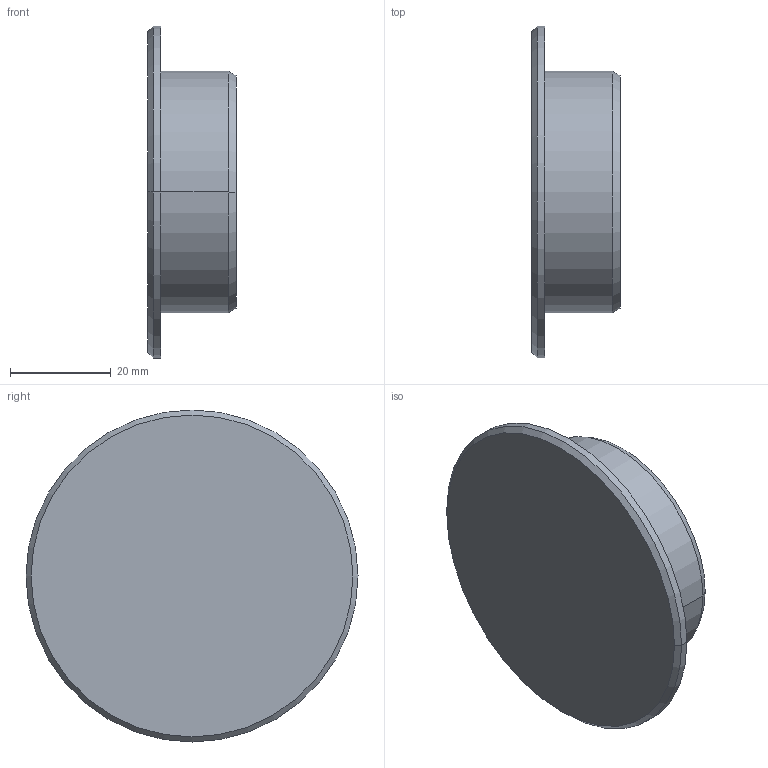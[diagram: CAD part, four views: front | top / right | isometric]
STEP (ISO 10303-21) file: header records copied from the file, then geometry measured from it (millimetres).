
FILE_DESCRIPTION(('CATIA V5 STEP Exchange','CAx-IF Rec.Pracs.--- Model Styling and Organization---1.4--- 2014-01-23'),'2;1');
FILE_NAME('TOS_110_460056_00.stp','2021-06-08T10:44:15+00:00',('none'),('none'),'CATIA Version 5-6 Release 2018 SP3 HF13','CATIA V5 STEP AP214','none');
FILE_SCHEMA(('AUTOMOTIVE_DESIGN { 1 0 10303 214 1 1 1 1 }'));
Length unit declared in the file: millimetre
Products named in the file (1): TOS_110_460056_00
Bounding box: 17.5 x 66 x 66 mm (x, y, z)
Volume: 12754.7 mm3; surface area: 11385.4 mm2
Topology: 1 solids, 1 shells, 16 faces, 30 edges, 18 vertices
Faces by surface type: cylinder 6, plane 4, cone 4, torus 2
Entity records: 392 total; most frequent: CARTESIAN_POINT 62, ORIENTED_EDGE 60, DIRECTION 56, AXIS2_PLACEMENT_3D 34, EDGE_CURVE 30, CIRCLE 20, EDGE_LOOP 18, VERTEX_POINT 18
